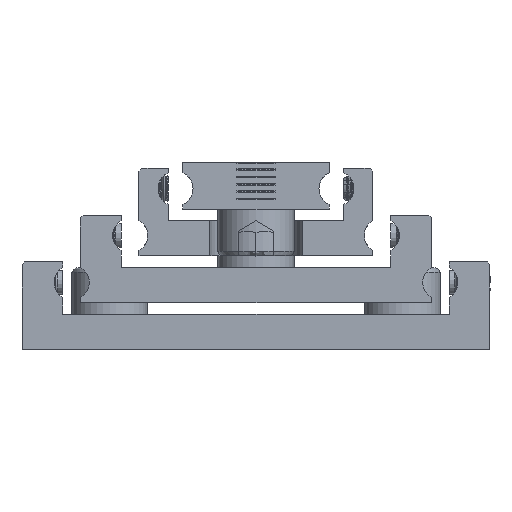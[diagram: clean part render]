
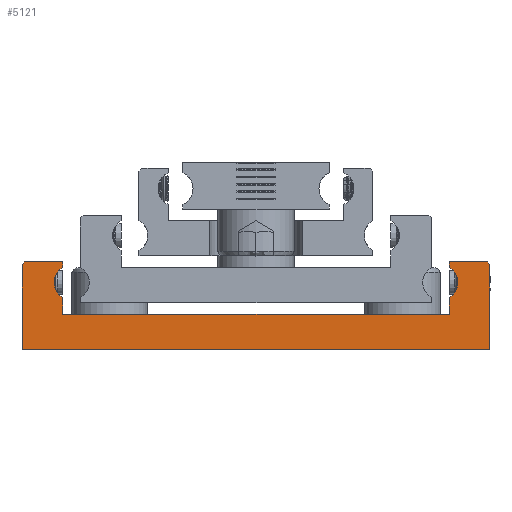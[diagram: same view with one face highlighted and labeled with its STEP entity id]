
A CAD part, front view. The second image highlights one B-rep face of the part: STEP entity #5121.
In plain terms, the highlighted planar face has unit normal (0, -1, 0).
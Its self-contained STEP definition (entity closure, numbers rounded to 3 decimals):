
#465=CARTESIAN_POINT('',(34.5,-950.0,1.5));
#466=VERTEX_POINT('',#465);
#475=CARTESIAN_POINT('',(33.0,-950.0,4.098));
#476=VERTEX_POINT('',#475);
#477=CARTESIAN_POINT('',(31.5,-950.0,1.5));
#478=DIRECTION('',(0.0,1.0,0.0));
#479=DIRECTION('',(1.0,0.0,0.0));
#480=AXIS2_PLACEMENT_3D('',#477,#478,#479);
#481=CIRCLE('',#480,3.0);
#482=EDGE_CURVE('',#476,#466,#481,.T.);
#658=CARTESIAN_POINT('',(-33.0,-950.0,4.098));
#659=VERTEX_POINT('',#658);
#666=CARTESIAN_POINT('',(-34.5,-950.0,1.5));
#667=VERTEX_POINT('',#666);
#668=CARTESIAN_POINT('',(-31.5,-950.0,1.5));
#669=DIRECTION('',(0.0,1.0,0.0));
#670=DIRECTION('',(1.0,0.0,0.0));
#671=AXIS2_PLACEMENT_3D('',#668,#669,#670);
#672=CIRCLE('',#671,3.0);
#673=EDGE_CURVE('',#667,#659,#672,.T.);
#4329=CARTESIAN_POINT('',(-33.,-950.0,-4.));
#4330=VERTEX_POINT('',#4329);
#4337=CARTESIAN_POINT('',(33.0,-950.0,-4.0));
#4338=VERTEX_POINT('',#4337);
#4339=CARTESIAN_POINT('',(-33.,-950.0,-4.));
#4340=DIRECTION('',(1.0,0.0,0.0));
#4341=VECTOR('',#4340,66.0);
#4342=LINE('',#4339,#4341);
#4343=EDGE_CURVE('',#4330,#4338,#4342,.T.);
#4852=CARTESIAN_POINT('',(39.5,-950.0,5.));
#4853=VERTEX_POINT('',#4852);
#4860=CARTESIAN_POINT('',(40.0,-950.0,4.5));
#4861=VERTEX_POINT('',#4860);
#4862=CARTESIAN_POINT('',(39.5,-950.0,5.));
#4863=DIRECTION('',(0.707,0.0,-0.707));
#4864=VECTOR('',#4863,0.707);
#4865=LINE('',#4862,#4864);
#4866=EDGE_CURVE('',#4853,#4861,#4865,.T.);
#4891=CARTESIAN_POINT('',(33.0,-950.0,5.0));
#4892=VERTEX_POINT('',#4891);
#4899=CARTESIAN_POINT('',(33.0,-950.0,5.0));
#4900=DIRECTION('',(1.0,0.0,0.0));
#4901=VECTOR('',#4900,6.5);
#4902=LINE('',#4899,#4901);
#4903=EDGE_CURVE('',#4892,#4853,#4902,.T.);
#5011=CARTESIAN_POINT('',(-40.0,-950.0,4.5));
#5012=VERTEX_POINT('',#5011);
#5019=CARTESIAN_POINT('',(-39.5,-950.0,5.0));
#5020=VERTEX_POINT('',#5019);
#5021=CARTESIAN_POINT('',(-40.0,-950.0,4.5));
#5022=DIRECTION('',(0.707,0.0,0.707));
#5023=VECTOR('',#5022,0.707);
#5024=LINE('',#5021,#5023);
#5025=EDGE_CURVE('',#5012,#5020,#5024,.T.);
#5036=CARTESIAN_POINT('',(0.0,-950.0,-7.5));
#5037=DIRECTION('',(0.0,1.0,0.0));
#5038=DIRECTION('',(0.0,0.0,1.0));
#5039=AXIS2_PLACEMENT_3D('',#5036,#5037,#5038);
#5040=PLANE('',#5039);
#5041=ORIENTED_EDGE('',*,*,#4866,.F.);
#5042=ORIENTED_EDGE('',*,*,#4903,.F.);
#5043=CARTESIAN_POINT('',(33.0,-950.0,4.098));
#5044=DIRECTION('',(0.0,0.0,1.0));
#5045=VECTOR('',#5044,0.902);
#5046=LINE('',#5043,#5045);
#5047=EDGE_CURVE('',#476,#4892,#5046,.T.);
#5048=ORIENTED_EDGE('',*,*,#5047,.F.);
#5049=ORIENTED_EDGE('',*,*,#482,.T.);
#5050=CARTESIAN_POINT('',(33.0,-950.0,-1.098));
#5051=VERTEX_POINT('',#5050);
#5052=CARTESIAN_POINT('',(31.5,-950.0,1.5));
#5053=DIRECTION('',(0.0,1.0,0.0));
#5054=DIRECTION('',(1.0,0.0,0.0));
#5055=AXIS2_PLACEMENT_3D('',#5052,#5053,#5054);
#5056=CIRCLE('',#5055,3.0);
#5057=EDGE_CURVE('',#466,#5051,#5056,.T.);
#5058=ORIENTED_EDGE('',*,*,#5057,.T.);
#5059=CARTESIAN_POINT('',(33.0,-950.0,-4.0));
#5060=DIRECTION('',(0.0,0.0,1.0));
#5061=VECTOR('',#5060,2.902);
#5062=LINE('',#5059,#5061);
#5063=EDGE_CURVE('',#4338,#5051,#5062,.T.);
#5064=ORIENTED_EDGE('',*,*,#5063,.F.);
#5065=ORIENTED_EDGE('',*,*,#4343,.F.);
#5066=CARTESIAN_POINT('',(-33.0,-950.0,-1.098));
#5067=VERTEX_POINT('',#5066);
#5068=CARTESIAN_POINT('',(-33.0,-950.0,-1.098));
#5069=DIRECTION('',(0.0,0.0,-1.0));
#5070=VECTOR('',#5069,2.902);
#5071=LINE('',#5068,#5070);
#5072=EDGE_CURVE('',#5067,#4330,#5071,.T.);
#5073=ORIENTED_EDGE('',*,*,#5072,.F.);
#5074=CARTESIAN_POINT('',(-31.5,-950.0,1.5));
#5075=DIRECTION('',(0.0,1.0,0.0));
#5076=DIRECTION('',(1.0,0.0,0.0));
#5077=AXIS2_PLACEMENT_3D('',#5074,#5075,#5076);
#5078=CIRCLE('',#5077,3.0);
#5079=EDGE_CURVE('',#5067,#667,#5078,.T.);
#5080=ORIENTED_EDGE('',*,*,#5079,.T.);
#5081=ORIENTED_EDGE('',*,*,#673,.T.);
#5082=CARTESIAN_POINT('',(-33.0,-950.0,5.0));
#5083=VERTEX_POINT('',#5082);
#5084=CARTESIAN_POINT('',(-33.0,-950.0,5.0));
#5085=DIRECTION('',(0.0,0.0,-1.0));
#5086=VECTOR('',#5085,0.902);
#5087=LINE('',#5084,#5086);
#5088=EDGE_CURVE('',#5083,#659,#5087,.T.);
#5089=ORIENTED_EDGE('',*,*,#5088,.F.);
#5090=CARTESIAN_POINT('',(-39.5,-950.0,5.0));
#5091=DIRECTION('',(1.0,0.0,0.0));
#5092=VECTOR('',#5091,6.5);
#5093=LINE('',#5090,#5092);
#5094=EDGE_CURVE('',#5020,#5083,#5093,.T.);
#5095=ORIENTED_EDGE('',*,*,#5094,.F.);
#5096=ORIENTED_EDGE('',*,*,#5025,.F.);
#5097=CARTESIAN_POINT('',(-40.0,-950.0,-10.));
#5098=VERTEX_POINT('',#5097);
#5099=CARTESIAN_POINT('',(-40.0,-950.0,-10.));
#5100=DIRECTION('',(0.0,0.0,1.0));
#5101=VECTOR('',#5100,14.5);
#5102=LINE('',#5099,#5101);
#5103=EDGE_CURVE('',#5098,#5012,#5102,.T.);
#5104=ORIENTED_EDGE('',*,*,#5103,.F.);
#5105=CARTESIAN_POINT('',(40.0,-950.0,-10.));
#5106=VERTEX_POINT('',#5105);
#5107=CARTESIAN_POINT('',(-40.0,-950.0,-10.));
#5108=DIRECTION('',(1.0,0.0,0.0));
#5109=VECTOR('',#5108,80.0);
#5110=LINE('',#5107,#5109);
#5111=EDGE_CURVE('',#5098,#5106,#5110,.T.);
#5112=ORIENTED_EDGE('',*,*,#5111,.T.);
#5113=CARTESIAN_POINT('',(40.0,-950.0,4.5));
#5114=DIRECTION('',(0.0,0.0,-1.0));
#5115=VECTOR('',#5114,14.5);
#5116=LINE('',#5113,#5115);
#5117=EDGE_CURVE('',#4861,#5106,#5116,.T.);
#5118=ORIENTED_EDGE('',*,*,#5117,.F.);
#5119=EDGE_LOOP('',(#5041,#5042,#5048,#5049,#5058,#5064,#5065,#5073,#5080,#5081,#5089,#5095,#5096,#5104,#5112,#5118));
#5120=FACE_OUTER_BOUND('',#5119,.T.);
#5121=ADVANCED_FACE('',(#5120),#5040,.F.);
